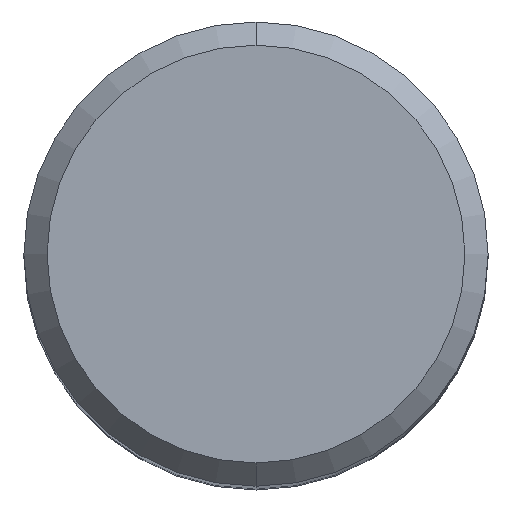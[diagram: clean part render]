
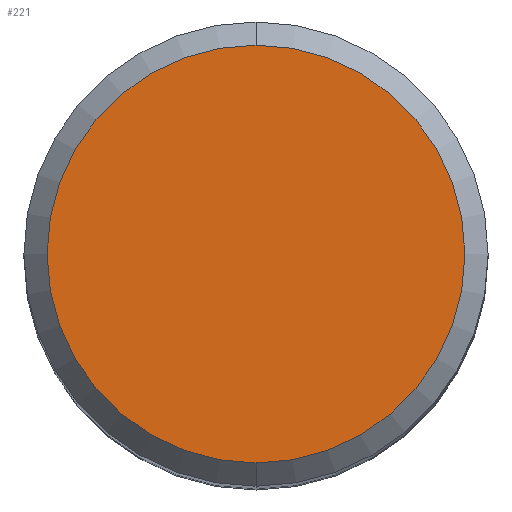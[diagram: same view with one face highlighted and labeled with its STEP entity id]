
A CAD part, top view. The second image highlights one B-rep face of the part: STEP entity #221.
In plain terms, the highlighted planar face has unit normal (0, 0, 1).
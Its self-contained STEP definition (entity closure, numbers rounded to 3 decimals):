
#215=EDGE_CURVE('',#247,#335,#513,.T.);
#221=ADVANCED_FACE('',(#519),#520,.T.);
#247=VERTEX_POINT('',#548);
#335=VERTEX_POINT('',#645);
#401=EDGE_CURVE('',#335,#247,#717,.T.);
#513=CIRCLE('',#931,9.0);
#519=FACE_OUTER_BOUND('',#939,.T.);
#520=PLANE('',#940);
#548=CARTESIAN_POINT('',(0.0,9.0,0.0));
#645=CARTESIAN_POINT('',(0.,-9.0,0.0));
#717=CIRCLE('',#1463,9.0);
#931=AXIS2_PLACEMENT_3D('',#1622,#1623,#1624);
#939=EDGE_LOOP('',(#1627,#1628));
#940=AXIS2_PLACEMENT_3D('',#1629,#1630,#1631);
#1463=AXIS2_PLACEMENT_3D('',#1833,#1834,#1835);
#1622=CARTESIAN_POINT('',(0.0,0.0,0.0));
#1623=DIRECTION('',(0.0,0.0,-1.0));
#1624=DIRECTION('',(0.0,1.0,0.0));
#1627=ORIENTED_EDGE('',*,*,#215,.F.);
#1628=ORIENTED_EDGE('',*,*,#401,.F.);
#1629=CARTESIAN_POINT('',(0.0,4.5,0.0));
#1630=DIRECTION('',(-0.0,0.0,1.0));
#1631=DIRECTION('',(0.0,-1.0,0.0));
#1833=CARTESIAN_POINT('',(0.0,0.0,0.0));
#1834=DIRECTION('',(0.0,0.0,-1.0));
#1835=DIRECTION('',(0.0,1.0,0.0));
